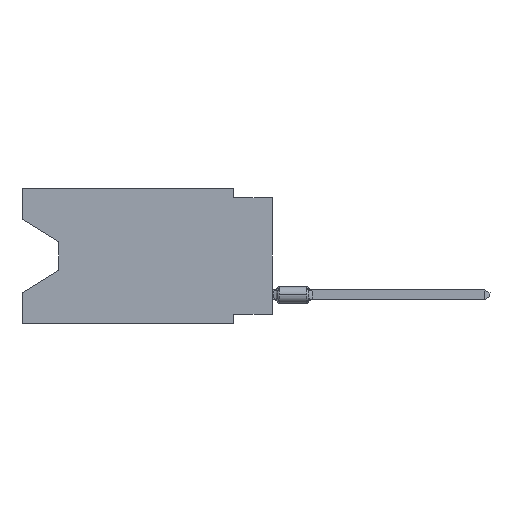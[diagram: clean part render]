
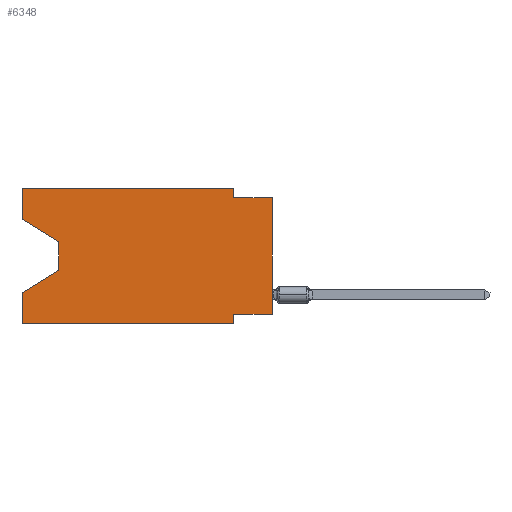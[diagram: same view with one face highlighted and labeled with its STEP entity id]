
A CAD part, left-side view. The second image highlights one B-rep face of the part: STEP entity #6348.
In plain terms, the highlighted planar face has unit normal (-1, 0, 0).
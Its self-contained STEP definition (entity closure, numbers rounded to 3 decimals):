
#3 = VERTEX_POINT ( 'NONE', #5244 ) ;
#58 = CARTESIAN_POINT ( 'NONE',  ( 0., 2.54, 0. ) ) ;
#102 = VECTOR ( 'NONE', #6729, 1000. ) ;
#121 = CARTESIAN_POINT ( 'NONE',  ( 0., 16.383, -8.89 ) ) ;
#143 = CARTESIAN_POINT ( 'NONE',  ( 0., 16.383, -2.038 ) ) ;
#156 = VERTEX_POINT ( 'NONE', #10983 ) ;
#166 = VERTEX_POINT ( 'NONE', #2478 ) ;
#200 = CARTESIAN_POINT ( 'NONE',  ( 0., 16.383, 0. ) ) ;
#591 = CARTESIAN_POINT ( 'NONE',  ( 0., 16.383, 0. ) ) ;
#717 = EDGE_CURVE ( 'NONE', #3, #5196, #3623, .T. ) ;
#975 = EDGE_LOOP ( 'NONE', ( #5327, #10463, #8844, #5545, #8821, #9083, #1441, #4981, #2730, #12123, #9917, #7914 ) ) ;
#1007 = VERTEX_POINT ( 'NONE', #2043 ) ;
#1129 = LINE ( 'NONE', #7210, #1520 ) ;
#1284 = EDGE_CURVE ( 'NONE', #5763, #5689, #11967, .T. ) ;
#1427 = LINE ( 'NONE', #200, #6564 ) ;
#1441 = ORIENTED_EDGE ( 'NONE', *, *, #717, .F. ) ;
#1520 = VECTOR ( 'NONE', #6060, 1000. ) ;
#1608 = PLANE ( 'NONE',  #4295 ) ;
#1660 = DIRECTION ( 'NONE',  ( 0., -1., 0. ) ) ;
#1918 = DIRECTION ( 'NONE',  ( 0., 0., -1. ) ) ;
#2030 = DIRECTION ( 'NONE',  ( 0., -0.855, -0.519 ) ) ;
#2043 = CARTESIAN_POINT ( 'NONE',  ( 0., 16.383, -6.852 ) ) ;
#2342 = VERTEX_POINT ( 'NONE', #121 ) ;
#2478 = CARTESIAN_POINT ( 'NONE',  ( 0., 0., -0.635 ) ) ;
#2670 = CARTESIAN_POINT ( 'NONE',  ( 0., 16.383, -8.89 ) ) ;
#2730 = ORIENTED_EDGE ( 'NONE', *, *, #10306, .F. ) ;
#2765 = CARTESIAN_POINT ( 'NONE',  ( 0., 13.97, -3.505 ) ) ;
#3623 = LINE ( 'NONE', #5518, #102 ) ;
#4119 = LINE ( 'NONE', #7092, #8868 ) ;
#4172 = DIRECTION ( 'NONE',  ( 0., 0., -1. ) ) ;
#4295 = AXIS2_PLACEMENT_3D ( 'NONE', #591, #5988, #9091 ) ;
#4392 = LINE ( 'NONE', #12566, #12992 ) ;
#4659 = CARTESIAN_POINT ( 'NONE',  ( 0., 16.383, -2.038 ) ) ;
#4939 = VECTOR ( 'NONE', #5646, 1000. ) ;
#4981 = ORIENTED_EDGE ( 'NONE', *, *, #11698, .T. ) ;
#4996 = EDGE_CURVE ( 'NONE', #5196, #156, #8420, .T. ) ;
#5196 = VERTEX_POINT ( 'NONE', #5711 ) ;
#5244 = CARTESIAN_POINT ( 'NONE',  ( 0., 0., -8.255 ) ) ;
#5293 = EDGE_CURVE ( 'NONE', #13160, #9855, #10029, .T. ) ;
#5307 = DIRECTION ( 'NONE',  ( 0., 0., -1. ) ) ;
#5327 = ORIENTED_EDGE ( 'NONE', *, *, #7409, .T. ) ;
#5518 = CARTESIAN_POINT ( 'NONE',  ( 0., 0., -8.255 ) ) ;
#5541 = DIRECTION ( 'NONE',  ( 0., -1., 0. ) ) ;
#5545 = ORIENTED_EDGE ( 'NONE', *, *, #11857, .F. ) ;
#5646 = DIRECTION ( 'NONE',  ( 0., 0., 1. ) ) ;
#5689 = VERTEX_POINT ( 'NONE', #6845 ) ;
#5711 = CARTESIAN_POINT ( 'NONE',  ( 0., 2.54, -8.255 ) ) ;
#5763 = VERTEX_POINT ( 'NONE', #12985 ) ;
#5988 = DIRECTION ( 'NONE',  ( 1., 0., 0. ) ) ;
#6060 = DIRECTION ( 'NONE',  ( 0., -1., 0. ) ) ;
#6348 = ADVANCED_FACE ( 'NONE', ( #11871 ), #1608, .F. ) ;
#6383 = VECTOR ( 'NONE', #2030, 1000. ) ;
#6465 = CARTESIAN_POINT ( 'NONE',  ( 0., 16.383, 0. ) ) ;
#6564 = VECTOR ( 'NONE', #5541, 1000. ) ;
#6705 = EDGE_CURVE ( 'NONE', #13113, #8514, #10656, .T. ) ;
#6729 = DIRECTION ( 'NONE',  ( 0., 1., 0. ) ) ;
#6832 = EDGE_CURVE ( 'NONE', #2342, #156, #8952, .T. ) ;
#6845 = CARTESIAN_POINT ( 'NONE',  ( 0., 2.54, -0.635 ) ) ;
#6894 = VECTOR ( 'NONE', #1660, 1000. ) ;
#7016 = LINE ( 'NONE', #7403, #10403 ) ;
#7092 = CARTESIAN_POINT ( 'NONE',  ( 0., 0., 0. ) ) ;
#7210 = CARTESIAN_POINT ( 'NONE',  ( 0., 0., -0.635 ) ) ;
#7403 = CARTESIAN_POINT ( 'NONE',  ( 0., 13.97, -5.385 ) ) ;
#7409 = EDGE_CURVE ( 'NONE', #13113, #13160, #11289, .T. ) ;
#7914 = ORIENTED_EDGE ( 'NONE', *, *, #6705, .F. ) ;
#8158 = DIRECTION ( 'NONE',  ( 0., 0.855, -0.519 ) ) ;
#8242 = DIRECTION ( 'NONE',  ( 0., 0., 1. ) ) ;
#8420 = LINE ( 'NONE', #12463, #13089 ) ;
#8514 = VERTEX_POINT ( 'NONE', #10209 ) ;
#8519 = DIRECTION ( 'NONE',  ( 0., 0., 1. ) ) ;
#8775 = VECTOR ( 'NONE', #4172, 1000. ) ;
#8805 = CARTESIAN_POINT ( 'NONE',  ( 0., 13.97, -5.385 ) ) ;
#8821 = ORIENTED_EDGE ( 'NONE', *, *, #6832, .T. ) ;
#8844 = ORIENTED_EDGE ( 'NONE', *, *, #12011, .T. ) ;
#8868 = VECTOR ( 'NONE', #8242, 1000. ) ;
#8952 = LINE ( 'NONE', #2670, #6894 ) ;
#9013 = CARTESIAN_POINT ( 'NONE',  ( 0., 13.97, -3.505 ) ) ;
#9030 = EDGE_CURVE ( 'NONE', #8514, #5763, #1427, .T. ) ;
#9083 = ORIENTED_EDGE ( 'NONE', *, *, #4996, .F. ) ;
#9091 = DIRECTION ( 'NONE',  ( 0., 0., -1. ) ) ;
#9855 = VERTEX_POINT ( 'NONE', #8805 ) ;
#9917 = ORIENTED_EDGE ( 'NONE', *, *, #9030, .F. ) ;
#10029 = LINE ( 'NONE', #9013, #11859 ) ;
#10209 = CARTESIAN_POINT ( 'NONE',  ( 0., 16.383, 0. ) ) ;
#10306 = EDGE_CURVE ( 'NONE', #5689, #166, #1129, .T. ) ;
#10403 = VECTOR ( 'NONE', #8158, 1000. ) ;
#10463 = ORIENTED_EDGE ( 'NONE', *, *, #5293, .T. ) ;
#10656 = LINE ( 'NONE', #6465, #4939 ) ;
#10983 = CARTESIAN_POINT ( 'NONE',  ( 0., 2.54, -8.89 ) ) ;
#11289 = LINE ( 'NONE', #143, #6383 ) ;
#11698 = EDGE_CURVE ( 'NONE', #3, #166, #4119, .T. ) ;
#11857 = EDGE_CURVE ( 'NONE', #2342, #1007, #4392, .T. ) ;
#11859 = VECTOR ( 'NONE', #1918, 1000. ) ;
#11871 = FACE_OUTER_BOUND ( 'NONE', #975, .T. ) ;
#11967 = LINE ( 'NONE', #58, #8775 ) ;
#12011 = EDGE_CURVE ( 'NONE', #9855, #1007, #7016, .T. ) ;
#12123 = ORIENTED_EDGE ( 'NONE', *, *, #1284, .F. ) ;
#12463 = CARTESIAN_POINT ( 'NONE',  ( 0., 2.54, -8.89 ) ) ;
#12566 = CARTESIAN_POINT ( 'NONE',  ( 0., 16.383, 0. ) ) ;
#12985 = CARTESIAN_POINT ( 'NONE',  ( 0., 2.54, 0. ) ) ;
#12992 = VECTOR ( 'NONE', #8519, 1000. ) ;
#13089 = VECTOR ( 'NONE', #5307, 1000. ) ;
#13113 = VERTEX_POINT ( 'NONE', #4659 ) ;
#13160 = VERTEX_POINT ( 'NONE', #2765 ) ;
